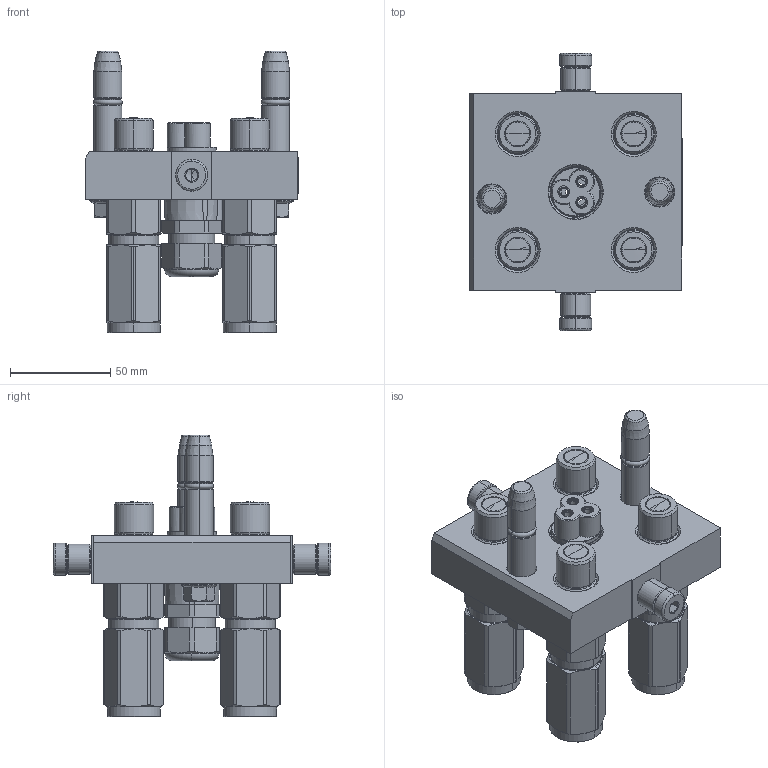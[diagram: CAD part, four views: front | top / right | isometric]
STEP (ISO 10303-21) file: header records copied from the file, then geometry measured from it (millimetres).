
FILE_DESCRIPTION (( 'STEP AP214' ), '1' );
FILE_NAME ('FASTER.step', '2021-01-11T21:13:27', ( '' ), ( '' ), 'SwSTEP 2.0', 'SolidWorks 2017', '' );
FILE_SCHEMA (( 'AUTOMOTIVE_DESIGN' ));
Length unit declared in the file: millimetre
Products named in the file (14): 4830_013_3000_030; 1540_080_0008_000; 4830_010_0000_011; FASTER; 4830_028_1000_011; conn_3p_m; P506-1_M_BASE; et002; 3ffnp38_gas_m; 4830_021_0000_000; or2_62x9_19_m; corpospel08-3m; 4830_044_0000_000
Assembly tree (23 placements, depth 3):
  FASTER
    P506-1_M_BASE
      4830_010_0000_011
      4830_021_0000_000  x2
      1540_080_0008_000  x2
      4830_013_3000_030  x2
      4830_028_1000_011  x2
      or2_62x9_19_m  x2
    3ffnp38_gas_m  x4
      3ffnp38_gas_m
    conn_3p_m
      4830_044_0000_000  x3
      corpospel08-3m
    et002
Bounding box: 106.3 x 138.6 x 140.8 mm (x, y, z)
Volume: 2873.9 mm3; surface area: 122933.9 mm2
Topology: 5 solids, 64 shells, 1966 faces, 5584 edges, 3706 vertices
Faces by surface type: plane 1011, cylinder 398, cone 358, torus 131, bspline 62, sphere 6
Entity records: 47289 total; most frequent: CARTESIAN_POINT 11991, ORIENTED_EDGE 6785, DIRECTION 6539, EDGE_CURVE 3535, LINE 2439, VECTOR 2439, VERTEX_POINT 2327, AXIS2_PLACEMENT_3D 2050
